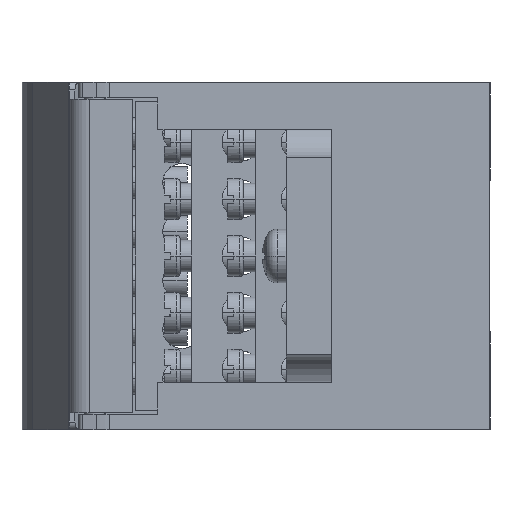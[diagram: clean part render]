
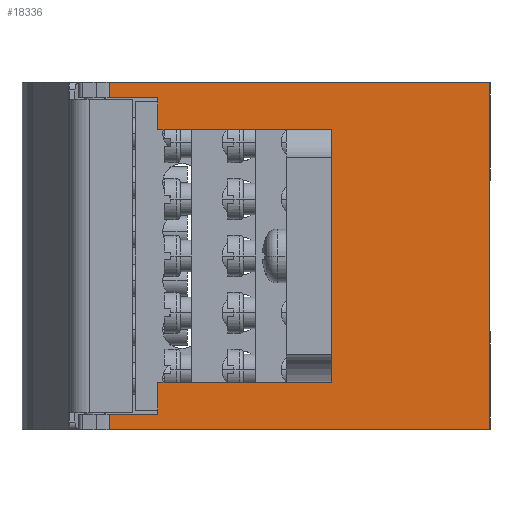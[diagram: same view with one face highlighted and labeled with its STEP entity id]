
A CAD part, left-side view. The second image highlights one B-rep face of the part: STEP entity #18336.
In plain terms, the highlighted planar face has unit normal (-1, 0, 0).
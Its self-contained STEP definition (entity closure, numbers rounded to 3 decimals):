
#1011=DIRECTION('',(0.,0.,-1.));
#1012=VECTOR('',#1011,3.5);
#1013=CARTESIAN_POINT('',(-21.,20.,-12.5));
#1014=LINE('',#1013,#1012);
#1027=DIRECTION('',(0.,0.,-1.));
#1028=VECTOR('',#1027,3.5);
#1029=CARTESIAN_POINT('',(-21.,20.,16.));
#1030=LINE('',#1029,#1028);
#1623=DIRECTION('',(0.,0.,1.));
#1624=VECTOR('',#1623,25.);
#1625=CARTESIAN_POINT('',(-21.,20.,-12.5));
#1626=LINE('',#1625,#1624);
#1627=DIRECTION('',(0.,1.,0.));
#1628=VECTOR('',#1627,6.172);
#1629=CARTESIAN_POINT('',(-21.,42.,20.));
#1630=LINE('',#1629,#1628);
#1631=DIRECTION('',(0.,0.,1.));
#1632=VECTOR('',#1631,2.);
#1633=CARTESIAN_POINT('',(-21.,48.172,20.));
#1634=LINE('',#1633,#1632);
#1635=DIRECTION('',(0.,-1.,0.));
#1636=VECTOR('',#1635,48.172);
#1637=CARTESIAN_POINT('',(-21.,48.172,22.));
#1638=LINE('',#1637,#1636);
#1639=DIRECTION('',(0.,1.,0.));
#1640=VECTOR('',#1639,48.172);
#1641=CARTESIAN_POINT('',(-21.,0.,-22.));
#1642=LINE('',#1641,#1640);
#1643=DIRECTION('',(0.,-1.,0.));
#1644=VECTOR('',#1643,6.172);
#1645=CARTESIAN_POINT('',(-21.,48.172,-20.));
#1646=LINE('',#1645,#1644);
#1651=DIRECTION('',(0.,-1.,0.));
#1652=VECTOR('',#1651,22.);
#1653=CARTESIAN_POINT('',(-21.,42.,16.));
#1654=LINE('',#1653,#1652);
#1663=DIRECTION('',(0.,0.,-1.));
#1664=VECTOR('',#1663,4.);
#1665=CARTESIAN_POINT('',(-21.,42.,20.));
#1666=LINE('',#1665,#1664);
#3976=DIRECTION('',(0.,0.,1.));
#3977=VECTOR('',#3976,44.);
#3978=CARTESIAN_POINT('',(-21.,0.,-22.));
#3979=LINE('',#3978,#3977);
#4311=DIRECTION('',(0.,0.,-1.));
#4312=VECTOR('',#4311,2.);
#4313=CARTESIAN_POINT('',(-21.,48.172,-20.));
#4314=LINE('',#4313,#4312);
#4440=DIRECTION('',(0.,0.,-1.));
#4441=VECTOR('',#4440,4.);
#4442=CARTESIAN_POINT('',(-21.,42.,-16.));
#4443=LINE('',#4442,#4441);
#4464=DIRECTION('',(0.,1.,0.));
#4465=VECTOR('',#4464,22.);
#4466=CARTESIAN_POINT('',(-21.,20.,-16.));
#4467=LINE('',#4466,#4465);
#13003=CARTESIAN_POINT('',(-21.,48.172,-22.));
#13004=VERTEX_POINT('',#13003);
#13005=CARTESIAN_POINT('',(-21.,0.,-22.));
#13006=VERTEX_POINT('',#13005);
#13057=CARTESIAN_POINT('',(-21.,48.172,-20.));
#13059=VERTEX_POINT('',#13057);
#13127=CARTESIAN_POINT('',(-21.,48.172,20.));
#13128=VERTEX_POINT('',#13127);
#13130=CARTESIAN_POINT('',(-21.,42.,20.));
#13132=VERTEX_POINT('',#13130);
#13173=CARTESIAN_POINT('',(-21.,0.,22.));
#13174=VERTEX_POINT('',#13173);
#13175=CARTESIAN_POINT('',(-21.,48.172,22.));
#13176=VERTEX_POINT('',#13175);
#13189=CARTESIAN_POINT('',(-21.,42.,-20.));
#13190=VERTEX_POINT('',#13189);
#13191=CARTESIAN_POINT('',(-21.,42.,-16.));
#13192=VERTEX_POINT('',#13191);
#13193=CARTESIAN_POINT('',(-21.,20.,-16.));
#13194=VERTEX_POINT('',#13193);
#13195=CARTESIAN_POINT('',(-21.,42.,16.));
#13196=CARTESIAN_POINT('',(-21.,20.,16.));
#13197=VERTEX_POINT('',#13195);
#13198=VERTEX_POINT('',#13196);
#15938=CARTESIAN_POINT('',(-21.,20.,-12.5));
#15939=CARTESIAN_POINT('',(-21.,20.,12.5));
#15940=VERTEX_POINT('',#15938);
#15941=VERTEX_POINT('',#15939);
#18304=CARTESIAN_POINT('',(-21.,24.086,0.));
#18305=DIRECTION('',(1.,0.,0.));
#18306=DIRECTION('',(0.,-1.,0.));
#18307=AXIS2_PLACEMENT_3D('',#18304,#18305,#18306);
#18308=PLANE('',#18307);
#18309=ORIENTED_EDGE('',*,*,#18241,.T.);
#18310=ORIENTED_EDGE('',*,*,#17536,.F.);
#18312=ORIENTED_EDGE('',*,*,#18311,.F.);
#18314=ORIENTED_EDGE('',*,*,#18313,.F.);
#18316=ORIENTED_EDGE('',*,*,#18315,.T.);
#18318=ORIENTED_EDGE('',*,*,#18317,.T.);
#18320=ORIENTED_EDGE('',*,*,#18319,.T.);
#18322=ORIENTED_EDGE('',*,*,#18321,.F.);
#18324=ORIENTED_EDGE('',*,*,#18323,.T.);
#18326=ORIENTED_EDGE('',*,*,#18325,.F.);
#18328=ORIENTED_EDGE('',*,*,#18327,.T.);
#18330=ORIENTED_EDGE('',*,*,#18329,.F.);
#18332=ORIENTED_EDGE('',*,*,#18331,.F.);
#18333=ORIENTED_EDGE('',*,*,#17520,.F.);
#18334=EDGE_LOOP('',(#18309,#18310,#18312,#18314,#18316,#18318,#18320,#18322,
#18324,#18326,#18328,#18330,#18332,#18333));
#18335=FACE_OUTER_BOUND('',#18334,.F.);
#17520=EDGE_CURVE('',#15940,#13194,#1014,.T.);
#17536=EDGE_CURVE('',#13198,#15941,#1030,.T.);
#18241=EDGE_CURVE('',#15940,#15941,#1626,.T.);
#18311=EDGE_CURVE('',#13197,#13198,#1654,.T.);
#18313=EDGE_CURVE('',#13132,#13197,#1666,.T.);
#18315=EDGE_CURVE('',#13132,#13128,#1630,.T.);
#18317=EDGE_CURVE('',#13128,#13176,#1634,.T.);
#18319=EDGE_CURVE('',#13176,#13174,#1638,.T.);
#18321=EDGE_CURVE('',#13006,#13174,#3979,.T.);
#18323=EDGE_CURVE('',#13006,#13004,#1642,.T.);
#18325=EDGE_CURVE('',#13059,#13004,#4314,.T.);
#18327=EDGE_CURVE('',#13059,#13190,#1646,.T.);
#18329=EDGE_CURVE('',#13192,#13190,#4443,.T.);
#18331=EDGE_CURVE('',#13194,#13192,#4467,.T.);
#18336=ADVANCED_FACE('',(#18335),#18308,.F.);
